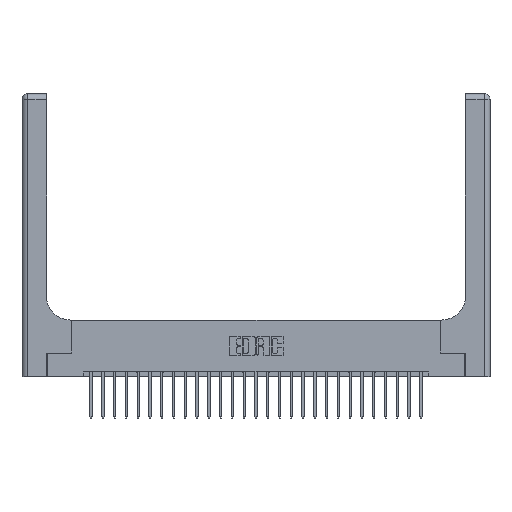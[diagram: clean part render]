
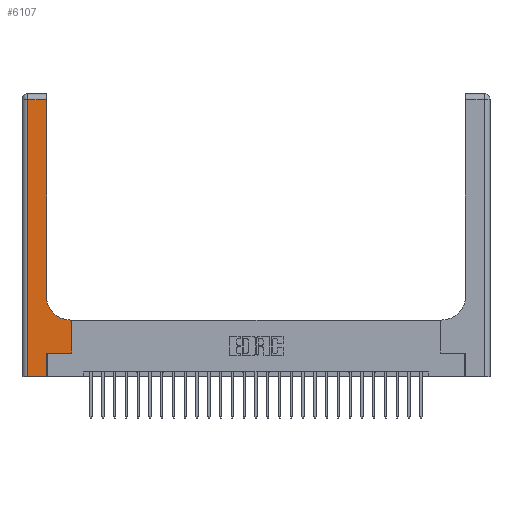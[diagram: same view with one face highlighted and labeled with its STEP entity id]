
A CAD part, top view. The second image highlights one B-rep face of the part: STEP entity #6107.
In plain terms, the highlighted planar face has unit normal (0, 0, 1).
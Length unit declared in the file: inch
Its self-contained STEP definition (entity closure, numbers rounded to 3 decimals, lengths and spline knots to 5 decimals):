
#64 = EDGE_CURVE ( 'NONE', #1672, #5082, #23885, .T. ) ;
#231 = LINE ( 'NONE', #18926, #5546 ) ;
#375 = CARTESIAN_POINT ( 'NONE',  ( 0.06, 2.94, 0.37 ) ) ;
#955 = VERTEX_POINT ( 'NONE', #21132 ) ;
#1589 = CARTESIAN_POINT ( 'NONE',  ( 0.265, 0., 0.37 ) ) ;
#1672 = VERTEX_POINT ( 'NONE', #5814 ) ;
#1709 = VERTEX_POINT ( 'NONE', #12422 ) ;
#1967 = VERTEX_POINT ( 'NONE', #375 ) ;
#2629 = DIRECTION ( 'NONE',  ( -1., 0., 0. ) ) ;
#3178 = EDGE_CURVE ( 'NONE', #955, #24685, #10629, .T. ) ;
#3626 = EDGE_CURVE ( 'NONE', #1967, #1709, #25428, .T. ) ;
#4459 = ORIENTED_EDGE ( 'NONE', *, *, #21327, .T. ) ;
#5082 = VERTEX_POINT ( 'NONE', #20436 ) ;
#5242 = ORIENTED_EDGE ( 'NONE', *, *, #21678, .T. ) ;
#5546 = VECTOR ( 'NONE', #12941, 39.37008 ) ;
#5550 = ORIENTED_EDGE ( 'NONE', *, *, #19046, .T. ) ;
#5814 = CARTESIAN_POINT ( 'NONE',  ( 0.265, 0., 0.37 ) ) ;
#6107 = ADVANCED_FACE ( 'NONE', ( #12203 ), #25005, .F. ) ;
#6423 = LINE ( 'NONE', #25093, #21749 ) ;
#8105 = VECTOR ( 'NONE', #10610, 39.37008 ) ;
#9034 = ORIENTED_EDGE ( 'NONE', *, *, #10566, .T. ) ;
#9090 = DIRECTION ( 'NONE',  ( 0., 1., 0. ) ) ;
#9258 = CARTESIAN_POINT ( 'NONE',  ( 0.26, 3., 0.37 ) ) ;
#9457 = AXIS2_PLACEMENT_3D ( 'NONE', #12142, #14662, #2629 ) ;
#10550 = VECTOR ( 'NONE', #19074, 39.37008 ) ;
#10566 = EDGE_CURVE ( 'NONE', #25742, #21617, #15904, .T. ) ;
#10610 = DIRECTION ( 'NONE',  ( -1., 0., 0. ) ) ;
#10629 = LINE ( 'NONE', #23359, #16240 ) ;
#11063 = VECTOR ( 'NONE', #19111, 39.37008 ) ;
#11707 = EDGE_CURVE ( 'NONE', #21617, #23314, #16457, .T. ) ;
#12142 = CARTESIAN_POINT ( 'NONE',  ( 0., 3., 0.37 ) ) ;
#12203 = FACE_OUTER_BOUND ( 'NONE', #19687, .T. ) ;
#12349 = CARTESIAN_POINT ( 'NONE',  ( 0.26, 0.6, 0.37 ) ) ;
#12422 = CARTESIAN_POINT ( 'NONE',  ( 0.06, 0., 0.37 ) ) ;
#12648 = DIRECTION ( 'NONE',  ( 1., 0., 0. ) ) ;
#12941 = DIRECTION ( 'NONE',  ( 1., 0., 0. ) ) ;
#13414 = LINE ( 'NONE', #12349, #8105 ) ;
#13923 = CARTESIAN_POINT ( 'NONE',  ( 0.51, 0.6, 0.37 ) ) ;
#13977 = CARTESIAN_POINT ( 'NONE',  ( 0.528, 0.6, 0.37 ) ) ;
#14662 = DIRECTION ( 'NONE',  ( 0., 0., -1. ) ) ;
#14802 = CARTESIAN_POINT ( 'NONE',  ( 0.26, 0.85, 0.37 ) ) ;
#14971 = DIRECTION ( 'NONE',  ( 0., 0., -1. ) ) ;
#15904 = CIRCLE ( 'NONE', #25210, 0.25 ) ;
#16136 = LINE ( 'NONE', #17757, #22991 ) ;
#16240 = VECTOR ( 'NONE', #9090, 39.37008 ) ;
#16457 = LINE ( 'NONE', #9258, #10550 ) ;
#17757 = CARTESIAN_POINT ( 'NONE',  ( 0., 2.94, 0.37 ) ) ;
#17833 = CARTESIAN_POINT ( 'NONE',  ( 0.26, 2.94, 0.37 ) ) ;
#18110 = ORIENTED_EDGE ( 'NONE', *, *, #3178, .T. ) ;
#18856 = EDGE_CURVE ( 'NONE', #24685, #25742, #13414, .T. ) ;
#18926 = CARTESIAN_POINT ( 'NONE',  ( 0., 0., 0.37 ) ) ;
#19046 = EDGE_CURVE ( 'NONE', #1709, #1672, #231, .T. ) ;
#19074 = DIRECTION ( 'NONE',  ( 0., 1., 0. ) ) ;
#19111 = DIRECTION ( 'NONE',  ( 0., -1., 0. ) ) ;
#19687 = EDGE_LOOP ( 'NONE', ( #23823, #4459, #20489, #5550, #20823, #5242, #18110, #20309, #9034 ) ) ;
#20309 = ORIENTED_EDGE ( 'NONE', *, *, #18856, .T. ) ;
#20436 = CARTESIAN_POINT ( 'NONE',  ( 0.265, 0.25, 0.37 ) ) ;
#20450 = VECTOR ( 'NONE', #22074, 39.37008 ) ;
#20489 = ORIENTED_EDGE ( 'NONE', *, *, #3626, .T. ) ;
#20823 = ORIENTED_EDGE ( 'NONE', *, *, #64, .T. ) ;
#20910 = CARTESIAN_POINT ( 'NONE',  ( 0.51, 0.85, 0.37 ) ) ;
#21074 = DIRECTION ( 'NONE',  ( 1., 0., 0. ) ) ;
#21132 = CARTESIAN_POINT ( 'NONE',  ( 0.528, 0.25, 0.37 ) ) ;
#21327 = EDGE_CURVE ( 'NONE', #23314, #1967, #16136, .T. ) ;
#21388 = CARTESIAN_POINT ( 'NONE',  ( 0.06, 3., 0.37 ) ) ;
#21617 = VERTEX_POINT ( 'NONE', #14802 ) ;
#21678 = EDGE_CURVE ( 'NONE', #5082, #955, #6423, .T. ) ;
#21717 = DIRECTION ( 'NONE',  ( -1., 0., 0. ) ) ;
#21749 = VECTOR ( 'NONE', #21074, 39.37008 ) ;
#22074 = DIRECTION ( 'NONE',  ( 0., 1., 0. ) ) ;
#22991 = VECTOR ( 'NONE', #21717, 39.37008 ) ;
#23314 = VERTEX_POINT ( 'NONE', #17833 ) ;
#23359 = CARTESIAN_POINT ( 'NONE',  ( 0.528, 0.25, 0.37 ) ) ;
#23823 = ORIENTED_EDGE ( 'NONE', *, *, #11707, .T. ) ;
#23885 = LINE ( 'NONE', #1589, #20450 ) ;
#24685 = VERTEX_POINT ( 'NONE', #13977 ) ;
#25005 = PLANE ( 'NONE',  #9457 ) ;
#25093 = CARTESIAN_POINT ( 'NONE',  ( 0.265, 0.25, 0.37 ) ) ;
#25210 = AXIS2_PLACEMENT_3D ( 'NONE', #20910, #14971, #12648 ) ;
#25428 = LINE ( 'NONE', #21388, #11063 ) ;
#25742 = VERTEX_POINT ( 'NONE', #13923 ) ;
